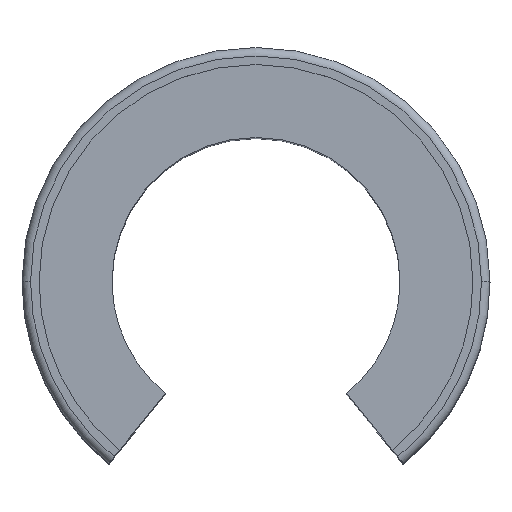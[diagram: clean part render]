
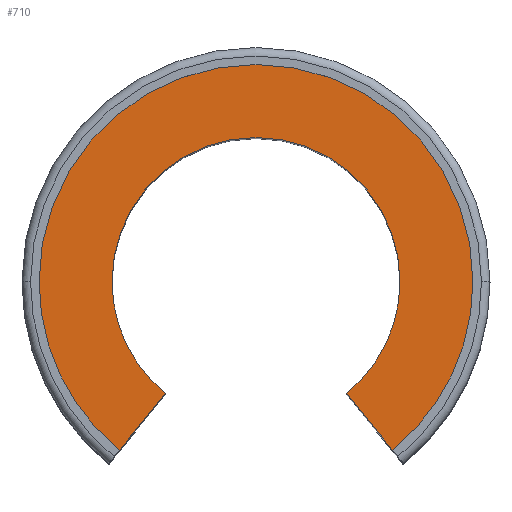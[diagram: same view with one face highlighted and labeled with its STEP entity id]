
A CAD part, top view. The second image highlights one B-rep face of the part: STEP entity #710.
In plain terms, the highlighted planar face has unit normal (0, 0, 1).
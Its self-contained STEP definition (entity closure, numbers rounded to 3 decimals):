
#60 = EDGE_LOOP ( 'NONE', ( #147, #232, #221, #222, #223, #71, #72, #73 ) ) ;
#71 = ORIENTED_EDGE ( 'NONE', *, *, #1149, .T. ) ;
#72 = ORIENTED_EDGE ( 'NONE', *, *, #1128, .F. ) ;
#73 = ORIENTED_EDGE ( 'NONE', *, *, #1124, .F. ) ;
#147 = ORIENTED_EDGE ( 'NONE', *, *, #1152, .F. ) ;
#221 = ORIENTED_EDGE ( 'NONE', *, *, #1144, .T. ) ;
#222 = ORIENTED_EDGE ( 'NONE', *, *, #1115, .T. ) ;
#223 = ORIENTED_EDGE ( 'NONE', *, *, #1078, .T. ) ;
#232 = ORIENTED_EDGE ( 'NONE', *, *, #1151, .T. ) ;
#339 = VERTEX_POINT ( 'NONE', #407 ) ;
#340 = VERTEX_POINT ( 'NONE', #408 ) ;
#343 = VERTEX_POINT ( 'NONE', #411 ) ;
#365 = VERTEX_POINT ( 'NONE', #433 ) ;
#366 = VERTEX_POINT ( 'NONE', #434 ) ;
#368 = VERTEX_POINT ( 'NONE', #436 ) ;
#387 = VERTEX_POINT ( 'NONE', #455 ) ;
#388 = VERTEX_POINT ( 'NONE', #456 ) ;
#407 = CARTESIAN_POINT ( 'NONE',  ( -12.054, 0., 17.645 ) ) ;
#408 = CARTESIAN_POINT ( 'NONE',  ( -7.586, -9.367, 17.645 ) ) ;
#411 = CARTESIAN_POINT ( 'NONE',  ( 12.054, 0., 17.645 ) ) ;
#433 = CARTESIAN_POINT ( 'NONE',  ( -8., 0., 17.645 ) ) ;
#434 = CARTESIAN_POINT ( 'NONE',  ( -5.035, -6.217, 17.645 ) ) ;
#436 = CARTESIAN_POINT ( 'NONE',  ( 8., 0., 17.645 ) ) ;
#455 = CARTESIAN_POINT ( 'NONE',  ( 5.035, -6.217, 17.645 ) ) ;
#456 = CARTESIAN_POINT ( 'NONE',  ( 7.586, -9.367, 17.645 ) ) ;
#525 = CARTESIAN_POINT ( 'NONE',  ( 0., 8., 17.645 ) ) ;
#526 = PLANE ( 'NONE',  #1206 ) ;
#535 = DIRECTION ( 'NONE',  ( 0., 0., -1. ) ) ;
#536 = DIRECTION ( 'NONE',  ( -1., 0., 0. ) ) ;
#710 = ADVANCED_FACE ( 'NONE', ( #1370 ), #526, .F. ) ;
#747 = AXIS2_PLACEMENT_3D ( 'NONE', #961, #972, #973 ) ;
#752 = AXIS2_PLACEMENT_3D ( 'NONE', #981, #992, #993 ) ;
#796 = CARTESIAN_POINT ( 'NONE',  ( 0., 0., 17.645 ) ) ;
#797 = DIRECTION ( 'NONE',  ( 0., 0., 1. ) ) ;
#798 = DIRECTION ( 'NONE',  ( 1., 0., 0. ) ) ;
#897 = CARTESIAN_POINT ( 'NONE',  ( 0., 0., 17.645 ) ) ;
#899 = DIRECTION ( 'NONE',  ( 0., 0., 1. ) ) ;
#900 = DIRECTION ( 'NONE',  ( 1., 0., 0. ) ) ;
#921 = CARTESIAN_POINT ( 'NONE',  ( 0., 0., 17.645 ) ) ;
#922 = DIRECTION ( 'NONE',  ( 0., 0., 1. ) ) ;
#923 = DIRECTION ( 'NONE',  ( 1., 0., 0. ) ) ;
#924 = CARTESIAN_POINT ( 'NONE',  ( 0., 0., 17.645 ) ) ;
#930 = DIRECTION ( 'NONE',  ( 0., 0., 1. ) ) ;
#931 = DIRECTION ( 'NONE',  ( 1., 0., 0. ) ) ;
#961 = CARTESIAN_POINT ( 'NONE',  ( 0., 0., 17.645 ) ) ;
#972 = DIRECTION ( 'NONE',  ( 0., 0., 1. ) ) ;
#973 = DIRECTION ( 'NONE',  ( 1., 0., 0. ) ) ;
#981 = CARTESIAN_POINT ( 'NONE',  ( 0., 0., 17.645 ) ) ;
#984 = CARTESIAN_POINT ( 'NONE',  ( 3.913, 4.832, 17.645 ) ) ;
#985 = DIRECTION ( 'NONE',  ( 0.629, 0.777, 0. ) ) ;
#989 = CARTESIAN_POINT ( 'NONE',  ( -3.913, 4.832, 17.645 ) ) ;
#990 = DIRECTION ( 'NONE',  ( 0.629, -0.777, 0. ) ) ;
#992 = DIRECTION ( 'NONE',  ( 0., 0., 1. ) ) ;
#993 = DIRECTION ( 'NONE',  ( 1., 0., 0. ) ) ;
#1078 = EDGE_CURVE ( 'NONE', #339, #340, #1504, .T. ) ;
#1115 = EDGE_CURVE ( 'NONE', #343, #339, #1552, .T. ) ;
#1124 = EDGE_CURVE ( 'NONE', #368, #365, #1564, .T. ) ;
#1128 = EDGE_CURVE ( 'NONE', #365, #366, #1571, .T. ) ;
#1144 = EDGE_CURVE ( 'NONE', #388, #343, #1595, .T. ) ;
#1149 = EDGE_CURVE ( 'NONE', #340, #366, #1596, .T. ) ;
#1151 = EDGE_CURVE ( 'NONE', #387, #388, #1594, .T. ) ;
#1152 = EDGE_CURVE ( 'NONE', #387, #368, #1606, .T. ) ;
#1206 = AXIS2_PLACEMENT_3D ( 'NONE', #525, #535, #536 ) ;
#1266 = AXIS2_PLACEMENT_3D ( 'NONE', #796, #797, #798 ) ;
#1310 = AXIS2_PLACEMENT_3D ( 'NONE', #897, #899, #900 ) ;
#1317 = AXIS2_PLACEMENT_3D ( 'NONE', #921, #922, #923 ) ;
#1370 = FACE_OUTER_BOUND ( 'NONE', #60, .T. ) ;
#1504 = CIRCLE ( 'NONE', #1266, 12.054 ) ;
#1552 = CIRCLE ( 'NONE', #1310, 12.054 ) ;
#1564 = CIRCLE ( 'NONE', #1317, 8. ) ;
#1571 = CIRCLE ( 'NONE', #1665, 8. ) ;
#1587 = VECTOR ( 'NONE', #985, 1000. ) ;
#1594 = LINE ( 'NONE', #989, #1600 ) ;
#1595 = CIRCLE ( 'NONE', #747, 12.054 ) ;
#1596 = LINE ( 'NONE', #984, #1587 ) ;
#1600 = VECTOR ( 'NONE', #990, 1000. ) ;
#1606 = CIRCLE ( 'NONE', #752, 8. ) ;
#1665 = AXIS2_PLACEMENT_3D ( 'NONE', #924, #930, #931 ) ;
